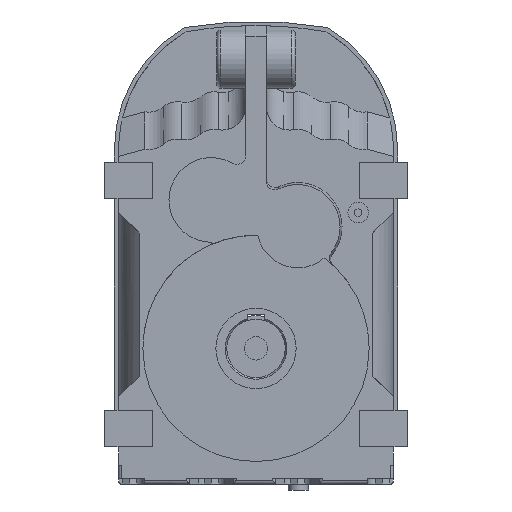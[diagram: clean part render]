
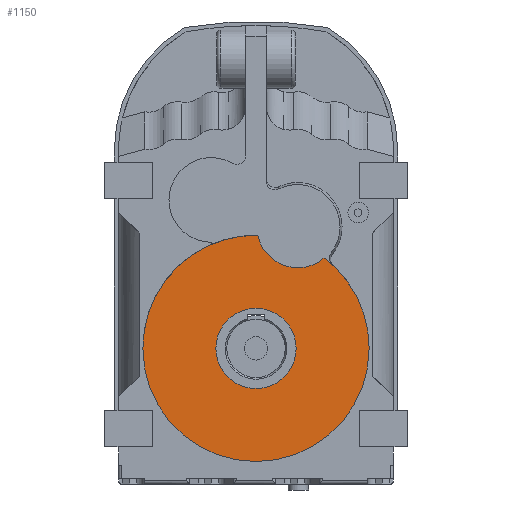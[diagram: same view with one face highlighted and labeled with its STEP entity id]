
A CAD part, left-side view. The second image highlights one B-rep face of the part: STEP entity #1150.
In plain terms, the highlighted planar face has unit normal (-1, 0, 0).
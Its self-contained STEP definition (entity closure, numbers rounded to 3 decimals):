
#1150=ADVANCED_FACE('NONE',(#2373,#2374),#2375,.F.);
#2373=FACE_BOUND('',#3782,.T.);
#2374=FACE_OUTER_BOUND('',#3783,.T.);
#2375=PLANE('',#3784);
#3782=EDGE_LOOP('',(#7706,#7707));
#3783=EDGE_LOOP('',(#7708,#7709,#7710,#7711));
#3784=AXIS2_PLACEMENT_3D('',#7712,#7713,#7714);
#7706=ORIENTED_EDGE('',*,*,#8290,.T.);
#7707=ORIENTED_EDGE('',*,*,#8285,.T.);
#7708=ORIENTED_EDGE('',*,*,#9486,.F.);
#7709=ORIENTED_EDGE('',*,*,#9188,.F.);
#7710=ORIENTED_EDGE('',*,*,#9194,.F.);
#7711=ORIENTED_EDGE('',*,*,#9225,.F.);
#7712=CARTESIAN_POINT('',(0.0,0.0,0.0));
#7713=DIRECTION('',(1.0,0.0,0.0));
#7714=DIRECTION('',(0.0,-0.0,-1.0));
#8285=EDGE_CURVE('',#9914,#9911,#9915,.T.);
#8290=EDGE_CURVE('',#9911,#9914,#9921,.T.);
#9188=EDGE_CURVE('NONE',#11249,#11251,#11252,.F.);
#9194=EDGE_CURVE('NONE',#11259,#11249,#11261,.F.);
#9225=EDGE_CURVE('NONE',#11311,#11259,#11313,.F.);
#9486=EDGE_CURVE('NONE',#11251,#11311,#11668,.F.);
#9911=VERTEX_POINT('',#12495);
#9914=VERTEX_POINT('',#12499);
#9915=CIRCLE('',#12500,27.5);
#9921=CIRCLE('',#12507,27.5);
#11249=VERTEX_POINT('NONE',#14809);
#11251=VERTEX_POINT('NONE',#14812);
#11252=CIRCLE('',#14813,77.5);
#11259=VERTEX_POINT('NONE',#14822);
#11261=CIRCLE('',#14825,77.5);
#11311=VERTEX_POINT('NONE',#14892);
#11313=CIRCLE('',#14895,77.5);
#11668=CIRCLE('',#15435,28.0);
#12495=CARTESIAN_POINT('',(0.0,27.5,0.));
#12499=CARTESIAN_POINT('',(0.0,-27.5,0.));
#12500=AXIS2_PLACEMENT_3D('',#15901,#15902,#15903);
#12507=AXIS2_PLACEMENT_3D('',#15911,#15912,#15913);
#14809=CARTESIAN_POINT('',(0.0,77.5,0.));
#14812=CARTESIAN_POINT('',(0.0,-1.156,77.491));
#14813=AXIS2_PLACEMENT_3D('',#16795,#16796,#16797);
#14822=CARTESIAN_POINT('',(0.0,-77.5,0.0));
#14825=AXIS2_PLACEMENT_3D('',#16804,#16805,#16806);
#14892=CARTESIAN_POINT('',(0.0,-46.662,61.878));
#14895=AXIS2_PLACEMENT_3D('',#16849,#16850,#16851);
#15435=AXIS2_PLACEMENT_3D('',#17098,#17099,#17100);
#15901=CARTESIAN_POINT('',(0.0,0.0,0.0));
#15902=DIRECTION('',(1.0,0.0,0.0));
#15903=DIRECTION('',(0.0,-1.0,0.0));
#15911=CARTESIAN_POINT('',(0.0,0.0,0.0));
#15912=DIRECTION('',(1.0,0.0,0.0));
#15913=DIRECTION('',(0.0,-1.0,0.0));
#16795=CARTESIAN_POINT('',(0.0,0.0,0.0));
#16796=DIRECTION('',(-1.0,0.0,0.0));
#16797=DIRECTION('',(0.0,-1.0,0.0));
#16804=CARTESIAN_POINT('',(0.0,0.0,0.0));
#16805=DIRECTION('',(-1.0,0.0,0.0));
#16806=DIRECTION('',(0.0,-1.0,0.0));
#16849=CARTESIAN_POINT('',(0.0,0.0,0.0));
#16850=DIRECTION('',(-1.0,0.0,0.0));
#16851=DIRECTION('',(0.0,-1.0,0.0));
#17098=CARTESIAN_POINT('',(0.0,-28.56,83.24));
#17099=DIRECTION('',(1.0,0.0,0.0));
#17100=DIRECTION('',(0.0,1.0,0.0));
